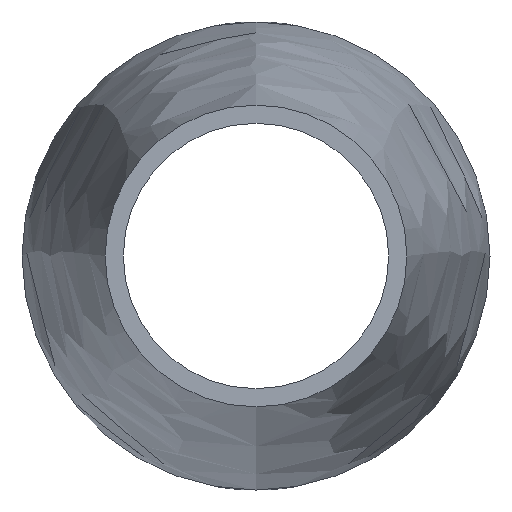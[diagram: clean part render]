
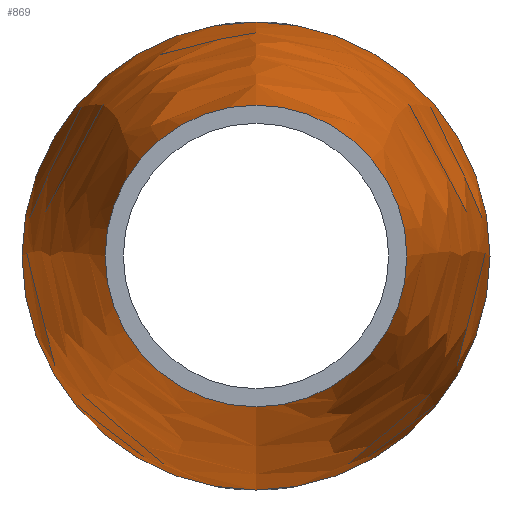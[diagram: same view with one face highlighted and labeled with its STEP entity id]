
A CAD part, front view. The second image highlights one B-rep face of the part: STEP entity #869.
In plain terms, the highlighted free-form (B-spline) face has degree [2, 2] with [3, 9] control points.
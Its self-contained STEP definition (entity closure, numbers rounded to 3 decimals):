
#16=(
BOUNDED_SURFACE()
B_SPLINE_SURFACE(2,2,((#1471,#1472,#1473,#1474,#1475,#1476,#1477,#1478,
#1479),(#1480,#1481,#1482,#1483,#1484,#1485,#1486,#1487,#1488),(#1489,#1490,
#1491,#1492,#1493,#1494,#1495,#1496,#1497)),.UNSPECIFIED.,.F.,.T.,.F.)
B_SPLINE_SURFACE_WITH_KNOTS((3,3),(3,2,2,2,3),(-0.178,-0.039),
(-3.142,-1.571,0.,1.571,3.142),
 .UNSPECIFIED.)
GEOMETRIC_REPRESENTATION_ITEM()
RATIONAL_B_SPLINE_SURFACE(((1.,0.707,1.,0.707,1.,
0.707,1.,0.707,1.),(0.998,0.705,
0.998,0.705,0.998,0.705,
0.998,0.705,0.998),(1.,0.707,
1.,0.707,1.,0.707,1.,0.707,1.)))
REPRESENTATION_ITEM('')
SURFACE()
);
#51=CIRCLE('',#932,10.39);
#52=CIRCLE('',#933,10.39);
#53=CIRCLE('',#934,246.064);
#54=CIRCLE('',#935,6.699);
#78=FACE_OUTER_BOUND('',#126,.T.);
#126=EDGE_LOOP('',(#718,#719,#720,#721,#722));
#428=VERTEX_POINT('',#1428);
#429=VERTEX_POINT('',#1430);
#432=VERTEX_POINT('',#1498);
#538=EDGE_CURVE('',#428,#429,#51,.T.);
#539=EDGE_CURVE('',#429,#428,#52,.T.);
#542=EDGE_CURVE('',#429,#432,#53,.T.);
#543=EDGE_CURVE('',#432,#432,#54,.T.);
#718=ORIENTED_EDGE('',*,*,#539,.F.);
#719=ORIENTED_EDGE('',*,*,#542,.T.);
#720=ORIENTED_EDGE('',*,*,#543,.T.);
#721=ORIENTED_EDGE('',*,*,#542,.F.);
#722=ORIENTED_EDGE('',*,*,#538,.F.);
#869=ADVANCED_FACE('',(#78),#16,.F.);
#932=AXIS2_PLACEMENT_3D('',#1431,#1123,#1124);
#933=AXIS2_PLACEMENT_3D('',#1432,#1125,#1126);
#934=AXIS2_PLACEMENT_3D('',#1499,#1127,#1128);
#935=AXIS2_PLACEMENT_3D('',#1500,#1129,#1130);
#1123=DIRECTION('center_axis',(0.,1.,0.));
#1124=DIRECTION('ref_axis',(1.,0.,0.));
#1125=DIRECTION('center_axis',(0.,1.,0.));
#1126=DIRECTION('ref_axis',(1.,0.,0.));
#1127=DIRECTION('center_axis',(-1.,0.,0.));
#1128=DIRECTION('ref_axis',(0.,0.,-1.));
#1129=DIRECTION('center_axis',(0.,1.,0.));
#1130=DIRECTION('ref_axis',(1.,0.,0.));
#1428=CARTESIAN_POINT('',(10.39,-29.,0.));
#1430=CARTESIAN_POINT('',(0.,-29.,-10.39));
#1431=CARTESIAN_POINT('Origin',(0.,-29.,0.));
#1432=CARTESIAN_POINT('Origin',(0.,-29.,0.));
#1471=CARTESIAN_POINT('Ctrl Pts',(0.,-63.,-6.699));
#1472=CARTESIAN_POINT('Ctrl Pts',(-6.699,-63.,-6.699));
#1473=CARTESIAN_POINT('Ctrl Pts',(-6.699,-63.,0.));
#1474=CARTESIAN_POINT('Ctrl Pts',(-6.699,-63.,6.699));
#1475=CARTESIAN_POINT('Ctrl Pts',(0.,-63.,6.699));
#1476=CARTESIAN_POINT('Ctrl Pts',(6.699,-63.,6.699));
#1477=CARTESIAN_POINT('Ctrl Pts',(6.699,-63.,0.));
#1478=CARTESIAN_POINT('Ctrl Pts',(6.699,-63.,-6.699));
#1479=CARTESIAN_POINT('Ctrl Pts',(0.,-63.,-6.699));
#1480=CARTESIAN_POINT('Ctrl Pts',(0.,-46.129,-9.729));
#1481=CARTESIAN_POINT('Ctrl Pts',(-9.729,-46.129,-9.729));
#1482=CARTESIAN_POINT('Ctrl Pts',(-9.729,-46.129,0.));
#1483=CARTESIAN_POINT('Ctrl Pts',(-9.729,-46.129,9.729));
#1484=CARTESIAN_POINT('Ctrl Pts',(0.,-46.129,9.729));
#1485=CARTESIAN_POINT('Ctrl Pts',(9.729,-46.129,9.729));
#1486=CARTESIAN_POINT('Ctrl Pts',(9.729,-46.129,0.));
#1487=CARTESIAN_POINT('Ctrl Pts',(9.729,-46.129,-9.729));
#1488=CARTESIAN_POINT('Ctrl Pts',(0.,-46.129,-9.729));
#1489=CARTESIAN_POINT('Ctrl Pts',(0.,-29.,-10.39));
#1490=CARTESIAN_POINT('Ctrl Pts',(-10.39,-29.,-10.39));
#1491=CARTESIAN_POINT('Ctrl Pts',(-10.39,-29.,0.));
#1492=CARTESIAN_POINT('Ctrl Pts',(-10.39,-29.,10.39));
#1493=CARTESIAN_POINT('Ctrl Pts',(0.,-29.,10.39));
#1494=CARTESIAN_POINT('Ctrl Pts',(10.39,-29.,10.39));
#1495=CARTESIAN_POINT('Ctrl Pts',(10.39,-29.,0.));
#1496=CARTESIAN_POINT('Ctrl Pts',(10.39,-29.,-10.39));
#1497=CARTESIAN_POINT('Ctrl Pts',(0.,-29.,-10.39));
#1498=CARTESIAN_POINT('',(0.,-63.,-6.699));
#1499=CARTESIAN_POINT('Origin',(0.,-19.508,
235.491));
#1500=CARTESIAN_POINT('Origin',(0.,-63.,0.));
